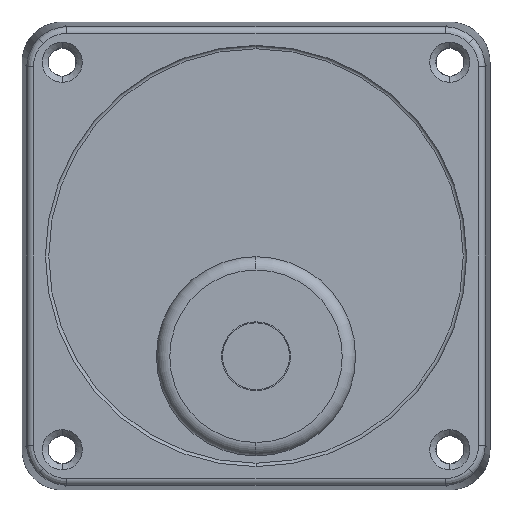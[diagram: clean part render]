
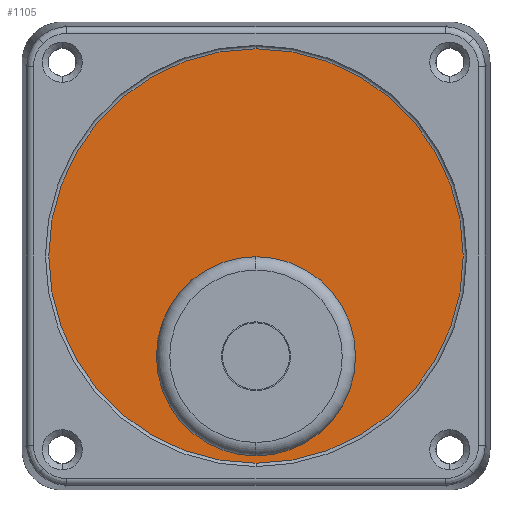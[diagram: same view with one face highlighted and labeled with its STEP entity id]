
A CAD part, front view. The second image highlights one B-rep face of the part: STEP entity #1105.
In plain terms, the highlighted planar face has unit normal (0, -1, 0).
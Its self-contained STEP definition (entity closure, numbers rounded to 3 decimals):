
#44 = CIRCLE ( 'NONE', #4635, 31. ) ;
#76 = EDGE_LOOP ( 'NONE', ( #5952, #2801 ) ) ;
#441 = AXIS2_PLACEMENT_3D ( 'NONE', #2610, #5103, #7546 ) ;
#449 = CIRCLE ( 'NONE', #441, 31. ) ;
#696 = EDGE_CURVE ( 'NONE', #1751, #6710, #1207, .T. ) ;
#860 = CARTESIAN_POINT ( 'NONE',  ( -80.813, -6.904, -0.1 ) ) ;
#1013 = EDGE_CURVE ( 'NONE', #6710, #1751, #5278, .T. ) ;
#1099 = AXIS2_PLACEMENT_3D ( 'NONE', #1743, #4246, #6703 ) ;
#1103 = DIRECTION ( 'NONE',  ( 0., -1., 0. ) ) ;
#1105 = ADVANCED_FACE ( 'NONE', ( #3100, #5591 ), #8006, .T. ) ;
#1207 = CIRCLE ( 'NONE', #1099, 14.9 ) ;
#1743 = CARTESIAN_POINT ( 'NONE',  ( -80.813, -6.904, -15. ) ) ;
#1751 = VERTEX_POINT ( 'NONE', #860 ) ;
#1821 = ORIENTED_EDGE ( 'NONE', *, *, #696, .F. ) ;
#1964 = EDGE_CURVE ( 'NONE', #2428, #5581, #449, .T. ) ;
#2013 = CARTESIAN_POINT ( 'NONE',  ( -80.813, -6.904, -29.9 ) ) ;
#2208 = DIRECTION ( 'NONE',  ( 0., 0., -1. ) ) ;
#2428 = VERTEX_POINT ( 'NONE', #4204 ) ;
#2436 = CARTESIAN_POINT ( 'NONE',  ( -80.813, -6.904, -31. ) ) ;
#2486 = CARTESIAN_POINT ( 'NONE',  ( -80.813, -6.904, 0. ) ) ;
#2610 = CARTESIAN_POINT ( 'NONE',  ( -80.813, -6.904, 0. ) ) ;
#2681 = EDGE_LOOP ( 'NONE', ( #1821, #7224 ) ) ;
#2801 = ORIENTED_EDGE ( 'NONE', *, *, #1964, .T. ) ;
#3100 = FACE_OUTER_BOUND ( 'NONE', #76, .T. ) ;
#3608 = DIRECTION ( 'NONE',  ( 0., 0., -1. ) ) ;
#4204 = CARTESIAN_POINT ( 'NONE',  ( -80.813, -6.904, 31. ) ) ;
#4246 = DIRECTION ( 'NONE',  ( 0., -1., 0. ) ) ;
#4635 = AXIS2_PLACEMENT_3D ( 'NONE', #5310, #7740, #2208 ) ;
#4772 = AXIS2_PLACEMENT_3D ( 'NONE', #2486, #4974, #7428 ) ;
#4974 = DIRECTION ( 'NONE',  ( 0., -1., 0. ) ) ;
#5103 = DIRECTION ( 'NONE',  ( 0., -1., 0. ) ) ;
#5262 = AXIS2_PLACEMENT_3D ( 'NONE', #6680, #1103, #3608 ) ;
#5278 = CIRCLE ( 'NONE', #5262, 14.9 ) ;
#5310 = CARTESIAN_POINT ( 'NONE',  ( -80.813, -6.904, 0. ) ) ;
#5581 = VERTEX_POINT ( 'NONE', #2436 ) ;
#5591 = FACE_BOUND ( 'NONE', #2681, .T. ) ;
#5952 = ORIENTED_EDGE ( 'NONE', *, *, #7545, .T. ) ;
#6680 = CARTESIAN_POINT ( 'NONE',  ( -80.813, -6.904, -15. ) ) ;
#6703 = DIRECTION ( 'NONE',  ( 0., 0., -1. ) ) ;
#6710 = VERTEX_POINT ( 'NONE', #2013 ) ;
#7224 = ORIENTED_EDGE ( 'NONE', *, *, #1013, .F. ) ;
#7428 = DIRECTION ( 'NONE',  ( 0., 0., -1. ) ) ;
#7545 = EDGE_CURVE ( 'NONE', #5581, #2428, #44, .T. ) ;
#7546 = DIRECTION ( 'NONE',  ( 0., 0., -1. ) ) ;
#7740 = DIRECTION ( 'NONE',  ( 0., -1., 0. ) ) ;
#8006 = PLANE ( 'NONE',  #4772 ) ;
